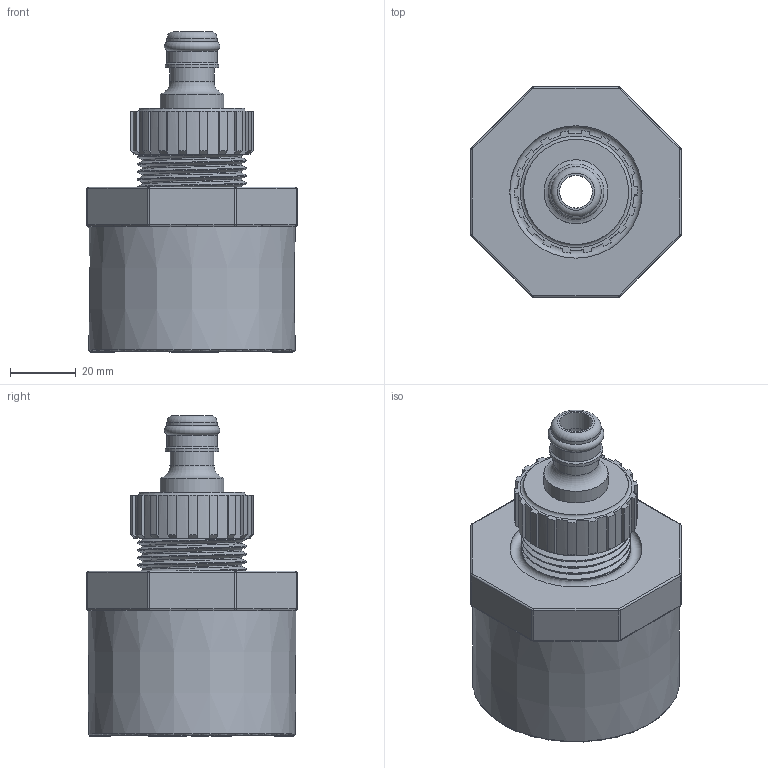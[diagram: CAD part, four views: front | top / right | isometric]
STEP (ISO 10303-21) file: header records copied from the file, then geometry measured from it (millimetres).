
FILE_DESCRIPTION(/* description */ (''),/* implementation_level */ '2;1');
FILE_NAME(/* name */ 'AF0303.050.032.step',/* time_stamp */ '2026-01-20T14:23:11+01:00',/* author */ (''),/* organization */ (''),/* preprocessor_version */ 'ST-DEVELOPER v20.1',/* originating_system */ 'Autodesk Translation Framework v14.21.0.0',/* authorisation */ '');
FILE_SCHEMA (('AUTOMOTIVE_DESIGN { 1 0 10303 214 3 1 1 }'));
Length unit declared in the file: millimetre
Products named in the file (1): 2026-01-20-10-06-18-150
Bounding box: 64 x 64 x 97.6 mm (x, y, z)
Volume: 93452.4 mm3; surface area: 37647.6 mm2
Topology: 7 solids, 7 shells, 975 faces, 2724 edges, 1796 vertices
Faces by surface type: plane 805, cylinder 96, bspline 41, cone 24, torus 9
Full cylindrical faces by diameter (mm): 2.515 x1, 3.353 x1, 9.94 x2, 10 x2, 13.5 x1, 15.25 x1, 15.3 x1, 16.25 x1, 16.6 x1, 19 x1, 19.5 x1, 23 x1, 28 x1, 30 x1, 30.291 x8, 33.249 x11, 35.5 x1, 44 x1
Entity records: 38252 total; most frequent: CARTESIAN_POINT 13210, ORIENTED_EDGE 5448, DIRECTION 4741, EDGE_CURVE 2724, LINE 2371, VECTOR 2371, VERTEX_POINT 1796, AXIS2_PLACEMENT_3D 1185
